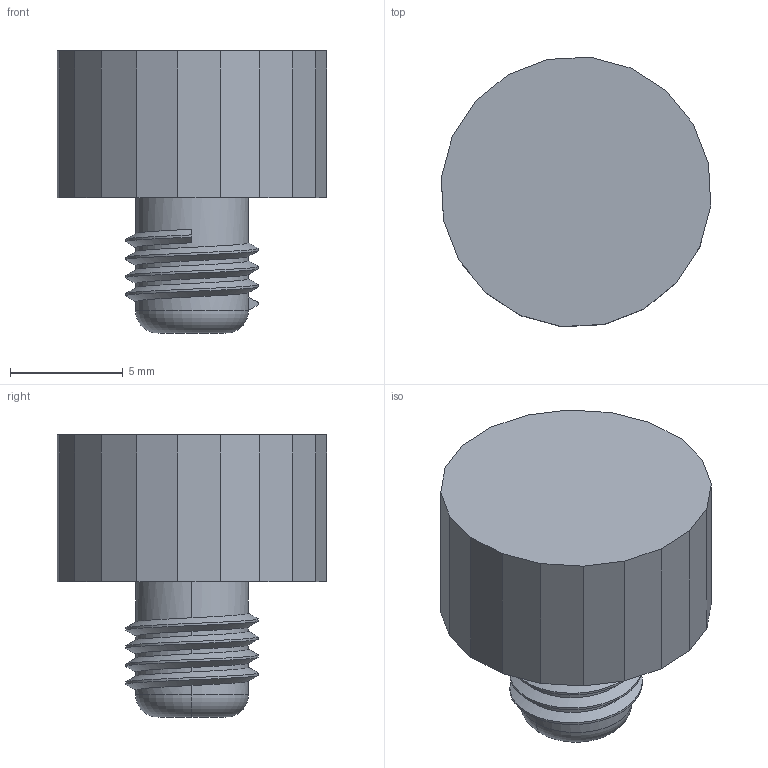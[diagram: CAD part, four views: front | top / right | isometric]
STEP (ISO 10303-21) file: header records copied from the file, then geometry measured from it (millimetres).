
FILE_DESCRIPTION (( 'STEP AP203' ), '1' );
FILE_NAME ('molette fileté.STEP', '2020-11-27T14:53:01', ( '' ), ( '' ), 'SwSTEP 2.0', 'SolidWorks 2019', '' );
FILE_SCHEMA (( 'CONFIG_CONTROL_DESIGN' ));
Length unit declared in the file: millimetre
Products named in the file (1): molette fileté
Bounding box: 11.93 x 11.93 x 12.5 mm (x, y, z)
Volume: 847.3 mm3; surface area: 589.5 mm2
Topology: 1 solids, 1 shells, 39 faces, 103 edges, 67 vertices
Faces by surface type: plane 25, cylinder 9, bspline 3, torus 2
Entity records: 1802 total; most frequent: CARTESIAN_POINT 822, ORIENTED_EDGE 206, DIRECTION 164, EDGE_CURVE 103, VECTOR 74, LINE 74, VERTEX_POINT 67, AXIS2_PLACEMENT_3D 45
